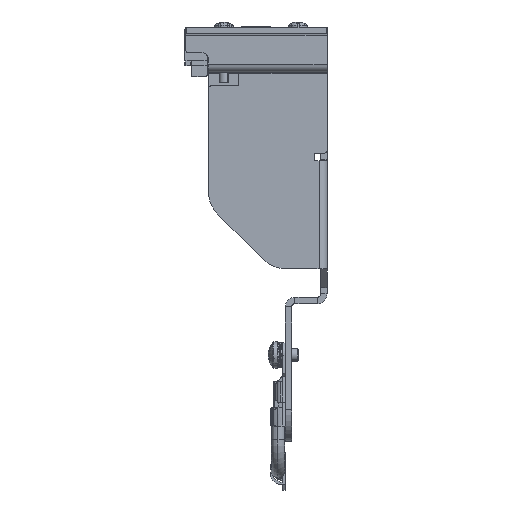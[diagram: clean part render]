
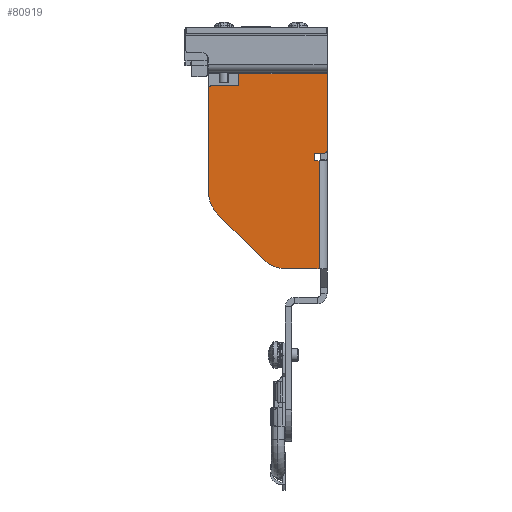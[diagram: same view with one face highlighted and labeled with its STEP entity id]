
A CAD part, left-side view. The second image highlights one B-rep face of the part: STEP entity #80919.
In plain terms, the highlighted planar face has unit normal (-1, 0, 0).
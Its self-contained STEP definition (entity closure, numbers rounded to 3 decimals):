
#13160 = VECTOR ( 'NONE', #15724, 1000. ) ;
#13163 = VECTOR ( 'NONE', #15733, 1000. ) ;
#15722 = LINE ( 'NONE', #15723, #13160 ) ;
#15723 = CARTESIAN_POINT ( 'NONE',  ( -218.75, 2., -61.2 ) ) ;
#15724 = DIRECTION ( 'NONE',  ( 0., -1., 0. ) ) ;
#15731 = LINE ( 'NONE', #15732, #13163 ) ;
#15732 = CARTESIAN_POINT ( 'NONE',  ( -218.75, 34.9, -0.5 ) ) ;
#15733 = DIRECTION ( 'NONE',  ( 0., 0., 1. ) ) ;
#15914 = LINE ( 'NONE', #15915, #21442 ) ;
#15915 = CARTESIAN_POINT ( 'NONE',  ( -218.75, 2., -20.728 ) ) ;
#15916 = DIRECTION ( 'NONE',  ( 0., 0., -1. ) ) ;
#15938 = CARTESIAN_POINT ( 'NONE',  ( -218.75, 10.758, -51.2 ) ) ;
#15939 = DIRECTION ( 'NONE',  ( -1., 0., 0. ) ) ;
#15940 = DIRECTION ( 'NONE',  ( 0., 1., 0. ) ) ;
#15945 = LINE ( 'NONE', #15946, #21465 ) ;
#15946 = CARTESIAN_POINT ( 'NONE',  ( -218.75, -2., -25.2 ) ) ;
#15947 = DIRECTION ( 'NONE',  ( 0., -1., 0. ) ) ;
#16000 = CARTESIAN_POINT ( 'NONE',  ( -218.75, -1., -24.2 ) ) ;
#16001 = DIRECTION ( 'NONE',  ( -1., 0., 0. ) ) ;
#16002 = DIRECTION ( 'NONE',  ( 0., 1., 0. ) ) ;
#21426 = AXIS2_PLACEMENT_3D ( 'NONE', #15938, #15939, #15940 ) ;
#21442 = VECTOR ( 'NONE', #15916, 1000. ) ;
#21465 = VECTOR ( 'NONE', #15947, 1000. ) ;
#21472 = AXIS2_PLACEMENT_3D ( 'NONE', #23092, #23093, #23094 ) ;
#21474 = AXIS2_PLACEMENT_3D ( 'NONE', #16000, #16001, #16002 ) ;
#21513 = VECTOR ( 'NONE', #23073, 1000. ) ;
#21528 = AXIS2_PLACEMENT_3D ( 'NONE', #23122, #23126, #23127 ) ;
#21550 = VECTOR ( 'NONE', #23125, 1000. ) ;
#21556 = VECTOR ( 'NONE', #23137, 1000. ) ;
#23071 = LINE ( 'NONE', #23072, #21513 ) ;
#23072 = CARTESIAN_POINT ( 'NONE',  ( -218.75, -2., -61.2 ) ) ;
#23073 = DIRECTION ( 'NONE',  ( 0., 0., 1. ) ) ;
#23092 = CARTESIAN_POINT ( 'NONE',  ( -218.75, 24.9, -37.058 ) ) ;
#23093 = DIRECTION ( 'NONE',  ( -1., 0., 0. ) ) ;
#23094 = DIRECTION ( 'NONE',  ( 0., 1., 0. ) ) ;
#23122 = CARTESIAN_POINT ( 'NONE',  ( -218.75, 33.9, -5.3 ) ) ;
#23123 = LINE ( 'NONE', #23124, #21550 ) ;
#23124 = CARTESIAN_POINT ( 'NONE',  ( -218.75, 25.4, -4.3 ) ) ;
#23125 = DIRECTION ( 'NONE',  ( 0., 1., 0. ) ) ;
#23126 = DIRECTION ( 'NONE',  ( -1., 0., 0. ) ) ;
#23127 = DIRECTION ( 'NONE',  ( 0., 1., 0. ) ) ;
#23135 = LINE ( 'NONE', #23136, #21556 ) ;
#23136 = CARTESIAN_POINT ( 'NONE',  ( -218.75, 25.4, -4.3 ) ) ;
#23137 = DIRECTION ( 'NONE',  ( 0., 0., 1. ) ) ;
#27445 = CARTESIAN_POINT ( 'NONE',  ( -218.75, 0.5, -61.2 ) ) ;
#33181 = CARTESIAN_POINT ( 'NONE',  ( -218.75, 2., -25.2 ) ) ;
#33188 = CARTESIAN_POINT ( 'NONE',  ( -218.75, -2., -0.5 ) ) ;
#33197 = CARTESIAN_POINT ( 'NONE',  ( -218.75, 34.9, -37.058 ) ) ;
#38227 = ORIENTED_EDGE ( 'NONE', *, *, #44879, .F. ) ;
#38296 = ORIENTED_EDGE ( 'NONE', *, *, #81578, .F. ) ;
#38301 = ORIENTED_EDGE ( 'NONE', *, *, #81411, .F. ) ;
#38310 = ORIENTED_EDGE ( 'NONE', *, *, #44876, .T. ) ;
#38320 = ORIENTED_EDGE ( 'NONE', *, *, #44925, .F. ) ;
#38413 = ORIENTED_EDGE ( 'NONE', *, *, #44930, .T. ) ;
#38415 = ORIENTED_EDGE ( 'NONE', *, *, #45303, .T. ) ;
#38428 = ORIENTED_EDGE ( 'NONE', *, *, #44946, .T. ) ;
#38437 = ORIENTED_EDGE ( 'NONE', *, *, #44956, .T. ) ;
#38716 = ORIENTED_EDGE ( 'NONE', *, *, #44939, .T. ) ;
#38816 = ORIENTED_EDGE ( 'NONE', *, *, #44932, .T. ) ;
#44876 = EDGE_CURVE ( 'NONE', #65480, #102986, #15722, .T. ) ;
#44879 = EDGE_CURVE ( 'NONE', #103457, #65533, #15731, .T. ) ;
#44925 = EDGE_CURVE ( 'NONE', #103425, #65527, #15914, .T. ) ;
#44930 = EDGE_CURVE ( 'NONE', #65414, #65480, #92457, .T. ) ;
#44932 = EDGE_CURVE ( 'NONE', #103425, #65489, #15945, .T. ) ;
#44936 = EDGE_CURVE ( 'NONE', #65489, #65156, #92450, .T. ) ;
#44939 = EDGE_CURVE ( 'NONE', #65156, #103439, #23071, .T. ) ;
#44946 = EDGE_CURVE ( 'NONE', #103457, #65413, #92449, .T. ) ;
#44956 = EDGE_CURVE ( 'NONE', #65547, #65530, #23123, .T. ) ;
#44957 = EDGE_CURVE ( 'NONE', #65530, #65533, #92442, .T. ) ;
#44960 = EDGE_CURVE ( 'NONE', #65547, #65144, #23135, .T. ) ;
#45303 = EDGE_CURVE ( 'NONE', #65413, #65414, #48648, .T. ) ;
#45305 = EDGE_CURVE ( 'NONE', #65144, #103439, #48663, .T. ) ;
#46939 = VECTOR ( 'NONE', #48650, 1000. ) ;
#46954 = VECTOR ( 'NONE', #48665, 1000. ) ;
#48648 = LINE ( 'NONE', #48649, #46939 ) ;
#48649 = CARTESIAN_POINT ( 'NONE',  ( -218.75, 34.9, -41.2 ) ) ;
#48650 = DIRECTION ( 'NONE',  ( 0., -0.707, -0.707 ) ) ;
#48663 = LINE ( 'NONE', #48664, #46954 ) ;
#48664 = CARTESIAN_POINT ( 'NONE',  ( -218.75, 121.106, -0.5 ) ) ;
#48665 = DIRECTION ( 'NONE',  ( 0., -1., 0. ) ) ;
#65144 = VERTEX_POINT ( 'NONE', #76593 ) ;
#65156 = VERTEX_POINT ( 'NONE', #76608 ) ;
#65299 = VERTEX_POINT ( 'NONE', #76802 ) ;
#65413 = VERTEX_POINT ( 'NONE', #86334 ) ;
#65414 = VERTEX_POINT ( 'NONE', #86335 ) ;
#65480 = VERTEX_POINT ( 'NONE', #86443 ) ;
#65489 = VERTEX_POINT ( 'NONE', #86459 ) ;
#65527 = VERTEX_POINT ( 'NONE', #86531 ) ;
#65530 = VERTEX_POINT ( 'NONE', #86536 ) ;
#65533 = VERTEX_POINT ( 'NONE', #86542 ) ;
#65547 = VERTEX_POINT ( 'NONE', #86568 ) ;
#65682 = ORIENTED_EDGE ( 'NONE', *, *, #45305, .F. ) ;
#65683 = ORIENTED_EDGE ( 'NONE', *, *, #44936, .T. ) ;
#65685 = ORIENTED_EDGE ( 'NONE', *, *, #44960, .F. ) ;
#65695 = ORIENTED_EDGE ( 'NONE', *, *, #44957, .T. ) ;
#76593 = CARTESIAN_POINT ( 'NONE',  ( -218.75, 25.4, -0.5 ) ) ;
#76608 = CARTESIAN_POINT ( 'NONE',  ( -218.75, -2., -24.2 ) ) ;
#76802 = CARTESIAN_POINT ( 'NONE',  ( -218.75, 0.5, -27.5 ) ) ;
#80919 = ADVANCED_FACE ( 'NONE', ( #108139 ), #117103, .F. ) ;
#81411 = EDGE_CURVE ( 'NONE', #65299, #102986, #130487, .T. ) ;
#81578 = EDGE_CURVE ( 'NONE', #65527, #65299, #138985, .T. ) ;
#86334 = CARTESIAN_POINT ( 'NONE',  ( -218.75, 31.971, -44.129 ) ) ;
#86335 = CARTESIAN_POINT ( 'NONE',  ( -218.75, 17.829, -58.271 ) ) ;
#86443 = CARTESIAN_POINT ( 'NONE',  ( -218.75, 10.758, -61.2 ) ) ;
#86459 = CARTESIAN_POINT ( 'NONE',  ( -218.75, -1., -25.2 ) ) ;
#86531 = CARTESIAN_POINT ( 'NONE',  ( -218.75, 2., -27.5 ) ) ;
#86536 = CARTESIAN_POINT ( 'NONE',  ( -218.75, 33.9, -4.3 ) ) ;
#86542 = CARTESIAN_POINT ( 'NONE',  ( -218.75, 34.9, -5.3 ) ) ;
#86568 = CARTESIAN_POINT ( 'NONE',  ( -218.75, 25.4, -4.3 ) ) ;
#92442 = CIRCLE ( 'NONE', #21528, 1. ) ;
#92449 = CIRCLE ( 'NONE', #21472, 10. ) ;
#92450 = CIRCLE ( 'NONE', #21474, 1. ) ;
#92457 = CIRCLE ( 'NONE', #21426, 10. ) ;
#102986 = VERTEX_POINT ( 'NONE', #27445 ) ;
#103425 = VERTEX_POINT ( 'NONE', #33181 ) ;
#103439 = VERTEX_POINT ( 'NONE', #33188 ) ;
#103457 = VERTEX_POINT ( 'NONE', #33197 ) ;
#108139 = FACE_OUTER_BOUND ( 'NONE', #122255, .T. ) ;
#108144 = AXIS2_PLACEMENT_3D ( 'NONE', #117104, #117106, #117107 ) ;
#117103 = PLANE ( 'NONE',  #108144 ) ;
#117104 = CARTESIAN_POINT ( 'NONE',  ( -218.75, 2., -27.5 ) ) ;
#117106 = DIRECTION ( 'NONE',  ( 1., 0., 0. ) ) ;
#117107 = DIRECTION ( 'NONE',  ( 0., 1., 0. ) ) ;
#122255 = EDGE_LOOP ( 'NONE', ( #38816, #65683, #38716, #65682, #65685, #38437, #65695, #38227, #38428, #38415, #38413, #38310, #38301, #38296, #38320 ) ) ;
#126876 = VECTOR ( 'NONE', #130491, 1000. ) ;
#127119 = VECTOR ( 'NONE', #138989, 1000. ) ;
#130487 = LINE ( 'NONE', #130489, #126876 ) ;
#130489 = CARTESIAN_POINT ( 'NONE',  ( -218.75, 0.5, -27.5 ) ) ;
#130491 = DIRECTION ( 'NONE',  ( 0., 0., -1. ) ) ;
#138985 = LINE ( 'NONE', #138987, #127119 ) ;
#138987 = CARTESIAN_POINT ( 'NONE',  ( -218.75, 2., -27.5 ) ) ;
#138989 = DIRECTION ( 'NONE',  ( 0., -1., 0. ) ) ;
